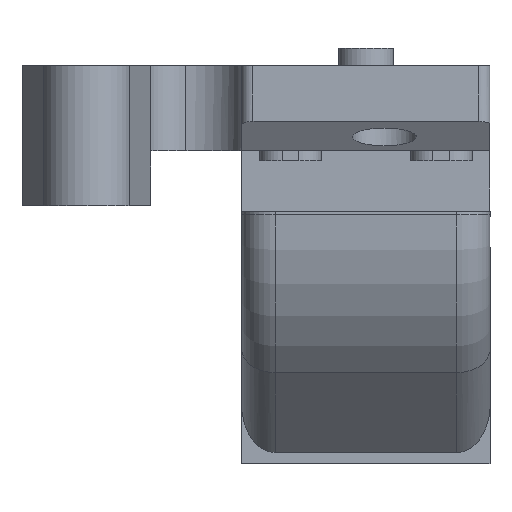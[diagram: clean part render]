
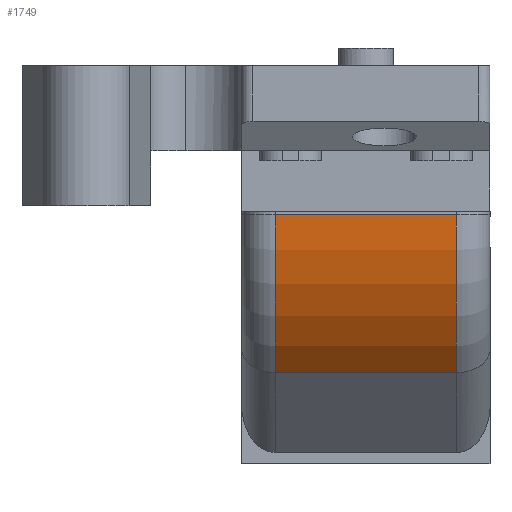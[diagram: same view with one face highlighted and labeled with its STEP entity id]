
A CAD part, front view. The second image highlights one B-rep face of the part: STEP entity #1749.
In plain terms, the highlighted cylindrical face has radius 20 mm (diameter 40 mm), a partial arc.
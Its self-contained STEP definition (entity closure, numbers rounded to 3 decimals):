
#38=CYLINDRICAL_SURFACE('',#1917,20.);
#136=LINE('',#2791,#293);
#137=LINE('',#2797,#294);
#293=VECTOR('',#2238,10.);
#294=VECTOR('',#2245,10.);
#488=FACE_OUTER_BOUND('',#598,.T.);
#598=EDGE_LOOP('',(#1333,#1334,#1335,#1336));
#745=CIRCLE('',#1918,20.);
#746=CIRCLE('',#1919,20.);
#857=VERTEX_POINT('',#2785);
#859=VERTEX_POINT('',#2789);
#860=VERTEX_POINT('',#2793);
#861=VERTEX_POINT('',#2795);
#1047=EDGE_CURVE('',#857,#859,#136,.T.);
#1048=EDGE_CURVE('',#857,#860,#745,.T.);
#1049=EDGE_CURVE('',#861,#859,#746,.T.);
#1050=EDGE_CURVE('',#861,#860,#137,.T.);
#1333=ORIENTED_EDGE('',*,*,#1048,.F.);
#1334=ORIENTED_EDGE('',*,*,#1047,.T.);
#1335=ORIENTED_EDGE('',*,*,#1049,.F.);
#1336=ORIENTED_EDGE('',*,*,#1050,.T.);
#1749=ADVANCED_FACE('',(#488),#38,.T.);
#1917=AXIS2_PLACEMENT_3D('',#2792,#2239,#2240);
#1918=AXIS2_PLACEMENT_3D('',#2794,#2241,#2242);
#1919=AXIS2_PLACEMENT_3D('',#2796,#2243,#2244);
#2238=DIRECTION('',(-1.,0.,0.));
#2239=DIRECTION('center_axis',(-1.,0.,0.));
#2240=DIRECTION('ref_axis',(0.,-0.924,-0.383));
#2241=DIRECTION('center_axis',(1.,0.,0.));
#2242=DIRECTION('ref_axis',(0.,-0.924,-0.383));
#2243=DIRECTION('center_axis',(-1.,0.,0.));
#2244=DIRECTION('ref_axis',(0.,-0.924,-0.383));
#2245=DIRECTION('',(1.,0.,0.));
#2785=CARTESIAN_POINT('',(8.182,43.866,-25.147));
#2789=CARTESIAN_POINT('',(-8.018,43.866,-25.147));
#2791=CARTESIAN_POINT('',(-1.669,43.866,-25.147));
#2792=CARTESIAN_POINT('Origin',(-1.669,63.866,-25.147));
#2793=CARTESIAN_POINT('',(8.182,49.724,-39.289));
#2794=CARTESIAN_POINT('Origin',(8.182,63.866,-25.147));
#2795=CARTESIAN_POINT('',(-8.018,49.724,-39.289));
#2796=CARTESIAN_POINT('Origin',(-8.018,63.866,-25.147));
#2797=CARTESIAN_POINT('',(-1.669,49.724,-39.289));
